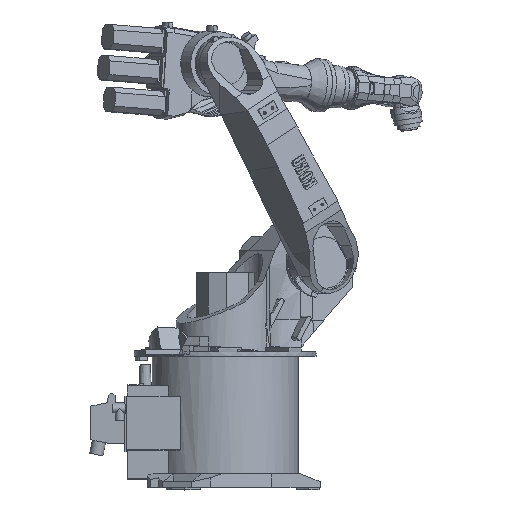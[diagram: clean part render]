
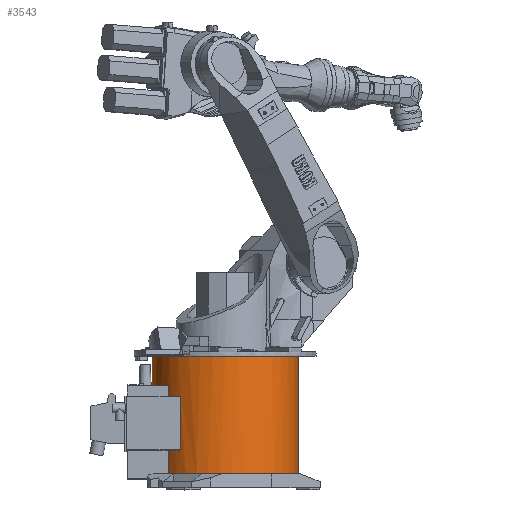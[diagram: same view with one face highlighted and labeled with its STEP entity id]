
A CAD part, top view. The second image highlights one B-rep face of the part: STEP entity #3543.
In plain terms, the highlighted cylindrical face has radius 216.5 mm (diameter 433 mm), a partial arc.
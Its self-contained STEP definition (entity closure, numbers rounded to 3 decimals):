
#417 = ORIENTED_EDGE ( 'NONE', *, *, #28935, .F. ) ;
#557 = DIRECTION ( 'NONE',  ( 0., 0., -1. ) ) ;
#990 = AXIS2_PLACEMENT_3D ( 'NONE', #41359, #21916, #28418 ) ;
#1261 = EDGE_CURVE ( 'NONE', #3183, #1680, #10854, .T. ) ;
#1444 = CYLINDRICAL_SURFACE ( 'NONE', #27041, 216.5 ) ;
#1680 = VERTEX_POINT ( 'NONE', #16531 ) ;
#1780 = EDGE_CURVE ( 'NONE', #36656, #20184, #22392, .T. ) ;
#1869 = VERTEX_POINT ( 'NONE', #20278 ) ;
#2445 = CARTESIAN_POINT ( 'NONE',  ( 0., 0., 47.4 ) ) ;
#2579 = DIRECTION ( 'NONE',  ( 1., 0., 0. ) ) ;
#2602 = ORIENTED_EDGE ( 'NONE', *, *, #34459, .F. ) ;
#3183 = VERTEX_POINT ( 'NONE', #26288 ) ;
#3543 = ADVANCED_FACE ( 'NONE', ( #34416 ), #1444, .T. ) ;
#4712 = DIRECTION ( 'NONE',  ( 0., 0., 1. ) ) ;
#4794 = EDGE_CURVE ( 'NONE', #1680, #22935, #15042, .T. ) ;
#5210 = AXIS2_PLACEMENT_3D ( 'NONE', #18852, #12351, #25052 ) ;
#6692 = ORIENTED_EDGE ( 'NONE', *, *, #10176, .F. ) ;
#7564 = CIRCLE ( 'NONE', #990, 216.5 ) ;
#8127 = CARTESIAN_POINT ( 'NONE',  ( -169.255, -135., 47.4 ) ) ;
#8735 = VECTOR ( 'NONE', #23844, 1000. ) ;
#9432 = DIRECTION ( 'NONE',  ( 0., 0., -1. ) ) ;
#10147 = VECTOR ( 'NONE', #4712, 1000. ) ;
#10176 = EDGE_CURVE ( 'NONE', #13356, #3183, #36737, .T. ) ;
#10429 = CIRCLE ( 'NONE', #5210, 216.5 ) ;
#10854 = LINE ( 'NONE', #28036, #16894 ) ;
#10865 = CIRCLE ( 'NONE', #27893, 216.5 ) ;
#11851 = LINE ( 'NONE', #33402, #34152 ) ;
#11862 = DIRECTION ( 'NONE',  ( 1., 0., 0. ) ) ;
#12351 = DIRECTION ( 'NONE',  ( 0., 0., 1. ) ) ;
#13342 = DIRECTION ( 'NONE',  ( 1., 0., 0. ) ) ;
#13356 = VERTEX_POINT ( 'NONE', #15130 ) ;
#13708 = LINE ( 'NONE', #8127, #10147 ) ;
#15042 = CIRCLE ( 'NONE', #22434, 216.5 ) ;
#15130 = CARTESIAN_POINT ( 'NONE',  ( -132.882, -170.923, 278.024 ) ) ;
#15151 = CARTESIAN_POINT ( 'NONE',  ( 216.5, 0., 47.4 ) ) ;
#15355 = CARTESIAN_POINT ( 'NONE',  ( -132.882, -170.923, 118.024 ) ) ;
#15851 = ORIENTED_EDGE ( 'NONE', *, *, #20066, .F. ) ;
#15921 = ORIENTED_EDGE ( 'NONE', *, *, #1261, .F. ) ;
#15972 = EDGE_CURVE ( 'NONE', #35615, #18913, #10429, .T. ) ;
#16531 = CARTESIAN_POINT ( 'NONE',  ( -169.255, -135., 309. ) ) ;
#16894 = VECTOR ( 'NONE', #27765, 1000. ) ;
#16908 = CARTESIAN_POINT ( 'NONE',  ( -216.5, 0., 396.923 ) ) ;
#17412 = DIRECTION ( 'NONE',  ( 0., 0., 1. ) ) ;
#17858 = EDGE_LOOP ( 'NONE', ( #417, #27098, #15921, #6692, #2602, #37554, #40681, #34532, #34639, #15851 ) ) ;
#17990 = CARTESIAN_POINT ( 'NONE',  ( -132.882, -170.923, 47.4 ) ) ;
#18216 = CARTESIAN_POINT ( 'NONE',  ( 0., 0., 47.4 ) ) ;
#18852 = CARTESIAN_POINT ( 'NONE',  ( 0., 0., 118.024 ) ) ;
#18913 = VERTEX_POINT ( 'NONE', #15355 ) ;
#19079 = DIRECTION ( 'NONE',  ( 1., 0., 0. ) ) ;
#19275 = EDGE_CURVE ( 'NONE', #1869, #35615, #13708, .T. ) ;
#20066 = EDGE_CURVE ( 'NONE', #26037, #20184, #7564, .T. ) ;
#20184 = VERTEX_POINT ( 'NONE', #36499 ) ;
#20278 = CARTESIAN_POINT ( 'NONE',  ( -169.255, -135., 47.4 ) ) ;
#21654 = DIRECTION ( 'NONE',  ( 0., 0., 1. ) ) ;
#21916 = DIRECTION ( 'NONE',  ( 0., 0., 1. ) ) ;
#22392 = LINE ( 'NONE', #33919, #8735 ) ;
#22434 = AXIS2_PLACEMENT_3D ( 'NONE', #26464, #557, #13342 ) ;
#22935 = VERTEX_POINT ( 'NONE', #28679 ) ;
#23485 = EDGE_CURVE ( 'NONE', #1869, #36656, #10865, .T. ) ;
#23844 = DIRECTION ( 'NONE',  ( 0., 0., 1. ) ) ;
#25052 = DIRECTION ( 'NONE',  ( -1., 0., 0. ) ) ;
#25132 = DIRECTION ( 'NONE',  ( 0., 0., 1. ) ) ;
#25532 = LINE ( 'NONE', #17990, #34180 ) ;
#25690 = CARTESIAN_POINT ( 'NONE',  ( 0., 0., 278.024 ) ) ;
#26037 = VERTEX_POINT ( 'NONE', #16908 ) ;
#26288 = CARTESIAN_POINT ( 'NONE',  ( -169.255, -135., 278.024 ) ) ;
#26464 = CARTESIAN_POINT ( 'NONE',  ( 0., 0., 309. ) ) ;
#27041 = AXIS2_PLACEMENT_3D ( 'NONE', #18216, #25132, #11862 ) ;
#27098 = ORIENTED_EDGE ( 'NONE', *, *, #4794, .F. ) ;
#27297 = CARTESIAN_POINT ( 'NONE',  ( -169.255, -135., 118.024 ) ) ;
#27765 = DIRECTION ( 'NONE',  ( 0., 0., 1. ) ) ;
#27893 = AXIS2_PLACEMENT_3D ( 'NONE', #2445, #34635, #2579 ) ;
#28036 = CARTESIAN_POINT ( 'NONE',  ( -169.255, -135., 47.4 ) ) ;
#28418 = DIRECTION ( 'NONE',  ( -1., 0., 0. ) ) ;
#28679 = CARTESIAN_POINT ( 'NONE',  ( -216.5, 0., 309. ) ) ;
#28935 = EDGE_CURVE ( 'NONE', #22935, #26037, #11851, .T. ) ;
#32693 = AXIS2_PLACEMENT_3D ( 'NONE', #25690, #9432, #19079 ) ;
#33402 = CARTESIAN_POINT ( 'NONE',  ( -216.5, 0., 47.4 ) ) ;
#33919 = CARTESIAN_POINT ( 'NONE',  ( 216.5, 0., 47.4 ) ) ;
#34152 = VECTOR ( 'NONE', #17412, 1000. ) ;
#34180 = VECTOR ( 'NONE', #21654, 1000. ) ;
#34416 = FACE_OUTER_BOUND ( 'NONE', #17858, .T. ) ;
#34459 = EDGE_CURVE ( 'NONE', #18913, #13356, #25532, .T. ) ;
#34532 = ORIENTED_EDGE ( 'NONE', *, *, #23485, .T. ) ;
#34635 = DIRECTION ( 'NONE',  ( 0., 0., 1. ) ) ;
#34639 = ORIENTED_EDGE ( 'NONE', *, *, #1780, .T. ) ;
#35615 = VERTEX_POINT ( 'NONE', #27297 ) ;
#36499 = CARTESIAN_POINT ( 'NONE',  ( 216.5, 0., 396.923 ) ) ;
#36656 = VERTEX_POINT ( 'NONE', #15151 ) ;
#36737 = CIRCLE ( 'NONE', #32693, 216.5 ) ;
#37554 = ORIENTED_EDGE ( 'NONE', *, *, #15972, .F. ) ;
#40681 = ORIENTED_EDGE ( 'NONE', *, *, #19275, .F. ) ;
#41359 = CARTESIAN_POINT ( 'NONE',  ( 0., 0., 396.923 ) ) ;
